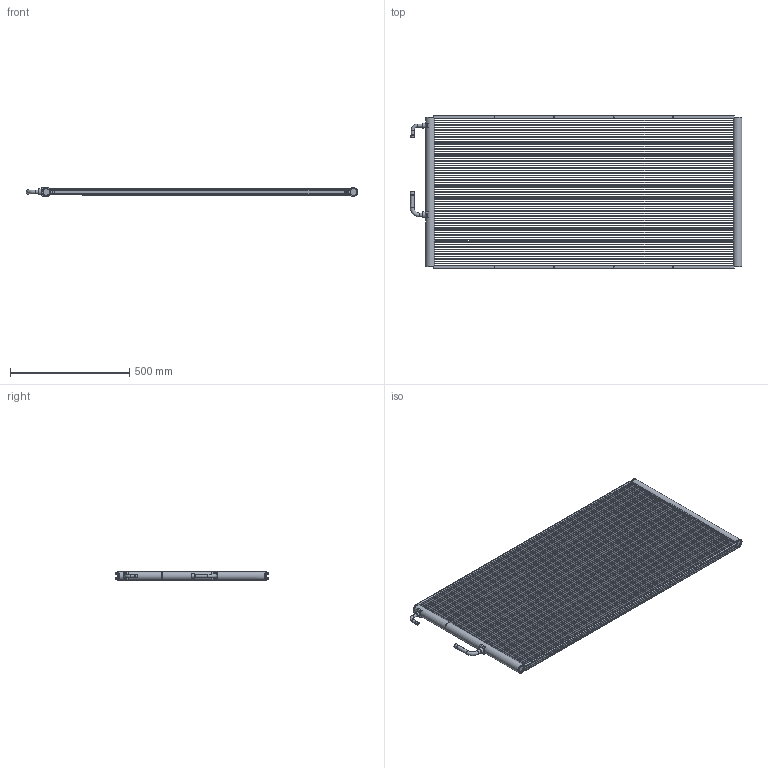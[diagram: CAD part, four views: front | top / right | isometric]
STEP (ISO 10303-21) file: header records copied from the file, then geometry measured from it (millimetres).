
FILE_DESCRIPTION(('TFLEX Exchange Step'),'2;1');
FILE_NAME('RC-1700.stp', '2023-04-05T11:28:51+03:00',('EXT0102'),('Unknown organisation'),'TFLEX Exchange 2022.1','T-FLEX CAD','Unknown authorisation');
FILE_SCHEMA( ('AUTOMOTIVE_DESIGN { 1 0 10303 214 1 1 1 1 }') );
Length unit declared in the file: millimetre
Products named in the file (1): Nodes
Bounding box: 1389.94 x 638 x 38.36 mm (x, y, z)
Volume: 4462823.3 mm3; surface area: 4707401.6 mm2
Topology: 1 solids, 2 shells, 1259 faces, 3712 edges, 2539 vertices
Faces by surface type: cylinder 686, plane 563, torus 8, cone 2
Full cylindrical faces by diameter (mm): 3.2 x16, 10 x1, 11 x1, 12 x2, 12.7 x3, 14 x1, 14.7 x1, 14.88 x2, 15 x1, 15.88 x3, 16 x1, 17.88 x1, 20 x1, 25 x1, 28 x4, 33 x3, 38 x2
Entity records: 112769 total; most frequent: CARTESIAN_POINT 79505, ORIENTED_EDGE 7424, DIRECTION 6441, EDGE_CURVE 3712, AXIS2_PLACEMENT_3D 2547, VERTEX_POINT 2539, EDGE_LOOP 1497, FACE_BOUND 1497
